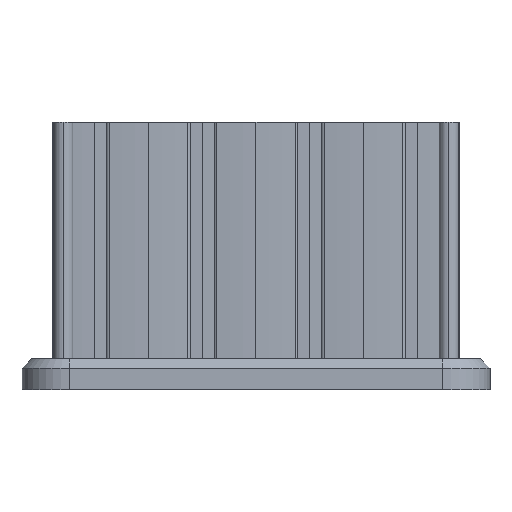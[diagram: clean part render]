
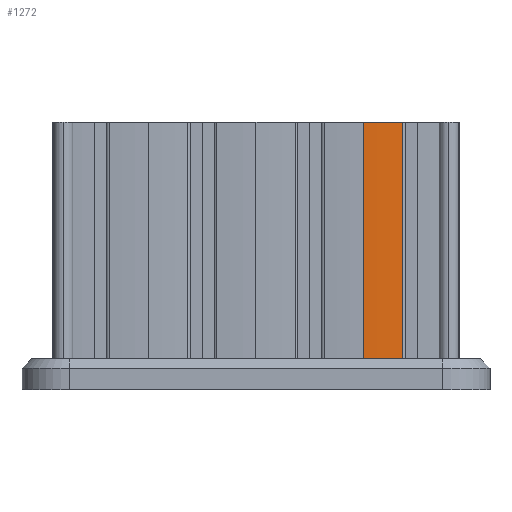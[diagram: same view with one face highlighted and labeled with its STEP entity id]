
A CAD part, left-side view. The second image highlights one B-rep face of the part: STEP entity #1272.
In plain terms, the highlighted cylindrical face has radius 36.606 mm (diameter 73.213 mm), a partial arc.
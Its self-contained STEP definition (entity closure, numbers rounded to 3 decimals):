
#106 = PLANE('',#107);
#107 = AXIS2_PLACEMENT_3D('',#108,#109,#110);
#108 = CARTESIAN_POINT('',(15.8,15.8,0.));
#109 = DIRECTION('',(0.,0.,1.));
#110 = DIRECTION('',(1.,0.,-0.));
#1272 = ADVANCED_FACE('',(#1273),#1288,.T.);
#1273 = FACE_BOUND('',#1274,.T.);
#1274 = EDGE_LOOP('',(#1275,#1315,#1343,#1371));
#1275 = ORIENTED_EDGE('',*,*,#1276,.F.);
#1276 = EDGE_CURVE('',#1277,#1279,#1281,.T.);
#1277 = VERTEX_POINT('',#1278);
#1278 = CARTESIAN_POINT('',(-16.65,-9.1,20.));
#1279 = VERTEX_POINT('',#1280);
#1280 = CARTESIAN_POINT('',(-16.499,-12.422,20.));
#1281 = SURFACE_CURVE('',#1282,(#1287,#1299),.PCURVE_S1.);
#1282 = CIRCLE('',#1283,36.606);
#1283 = AXIS2_PLACEMENT_3D('',#1284,#1285,#1286);
#1284 = CARTESIAN_POINT('',(19.956,-9.1,20.));
#1285 = DIRECTION('',(0.,0.,1.));
#1286 = DIRECTION('',(0.,1.,0.));
#1287 = PCURVE('',#1288,#1293);
#1288 = CYLINDRICAL_SURFACE('',#1289,36.606);
#1289 = AXIS2_PLACEMENT_3D('',#1290,#1291,#1292);
#1290 = CARTESIAN_POINT('',(19.956,-9.1,30.));
#1291 = DIRECTION('',(-0.,-0.,-1.));
#1292 = DIRECTION('',(-1.,0.,0.));
#1293 = DEFINITIONAL_REPRESENTATION('',(#1294),#1298);
#1294 = LINE('',#1295,#1296);
#1295 = CARTESIAN_POINT('',(7.854,10.));
#1296 = VECTOR('',#1297,1.);
#1297 = DIRECTION('',(-1.,0.));
#1298 = ( GEOMETRIC_REPRESENTATION_CONTEXT(2) 
PARAMETRIC_REPRESENTATION_CONTEXT() REPRESENTATION_CONTEXT('2D SPACE',''
  ) );
#1299 = PCURVE('',#1300,#1305);
#1300 = PLANE('',#1301);
#1301 = AXIS2_PLACEMENT_3D('',#1302,#1303,#1304);
#1302 = CARTESIAN_POINT('',(-23.995,-21.35,20.));
#1303 = DIRECTION('',(0.,0.,-1.));
#1304 = DIRECTION('',(0.,1.,0.));
#1305 = DEFINITIONAL_REPRESENTATION('',(#1306),#1314);
#1306 = ( BOUNDED_CURVE() B_SPLINE_CURVE(2,(#1307,#1308,#1309,#1310,
#1311,#1312,#1313),.UNSPECIFIED.,.T.,.F.) B_SPLINE_CURVE_WITH_KNOTS((1,2
    ,2,2,2,1),(-2.094,0.,2.094,4.189,
6.283,8.378),.UNSPECIFIED.) CURVE() 
GEOMETRIC_REPRESENTATION_ITEM() RATIONAL_B_SPLINE_CURVE((1.,0.5,1.,0.5,
1.,0.5,1.)) REPRESENTATION_ITEM('') );
#1307 = CARTESIAN_POINT('',(48.856,43.951));
#1308 = CARTESIAN_POINT('',(48.856,-19.453));
#1309 = CARTESIAN_POINT('',(-6.053,12.249));
#1310 = CARTESIAN_POINT('',(-60.963,43.951));
#1311 = CARTESIAN_POINT('',(-6.053,75.653));
#1312 = CARTESIAN_POINT('',(48.856,107.355));
#1313 = CARTESIAN_POINT('',(48.856,43.951));
#1314 = ( GEOMETRIC_REPRESENTATION_CONTEXT(2) 
PARAMETRIC_REPRESENTATION_CONTEXT() REPRESENTATION_CONTEXT('2D SPACE',''
  ) );
#1315 = ORIENTED_EDGE('',*,*,#1316,.T.);
#1316 = EDGE_CURVE('',#1277,#1317,#1319,.T.);
#1317 = VERTEX_POINT('',#1318);
#1318 = CARTESIAN_POINT('',(-16.65,-9.1,0.));
#1319 = SURFACE_CURVE('',#1320,(#1324,#1331),.PCURVE_S1.);
#1320 = LINE('',#1321,#1322);
#1321 = CARTESIAN_POINT('',(-16.65,-9.1,30.));
#1322 = VECTOR('',#1323,1.);
#1323 = DIRECTION('',(-0.,-0.,-1.));
#1324 = PCURVE('',#1288,#1325);
#1325 = DEFINITIONAL_REPRESENTATION('',(#1326),#1330);
#1326 = LINE('',#1327,#1328);
#1327 = CARTESIAN_POINT('',(6.283,0.));
#1328 = VECTOR('',#1329,1.);
#1329 = DIRECTION('',(0.,1.));
#1330 = ( GEOMETRIC_REPRESENTATION_CONTEXT(2) 
PARAMETRIC_REPRESENTATION_CONTEXT() REPRESENTATION_CONTEXT('2D SPACE',''
  ) );
#1331 = PCURVE('',#1332,#1337);
#1332 = CYLINDRICAL_SURFACE('',#1333,36.606);
#1333 = AXIS2_PLACEMENT_3D('',#1334,#1335,#1336);
#1334 = CARTESIAN_POINT('',(19.956,-9.1,30.));
#1335 = DIRECTION('',(-0.,-0.,-1.));
#1336 = DIRECTION('',(-1.,0.,0.));
#1337 = DEFINITIONAL_REPRESENTATION('',(#1338),#1342);
#1338 = LINE('',#1339,#1340);
#1339 = CARTESIAN_POINT('',(0.,0.));
#1340 = VECTOR('',#1341,1.);
#1341 = DIRECTION('',(0.,1.));
#1342 = ( GEOMETRIC_REPRESENTATION_CONTEXT(2) 
PARAMETRIC_REPRESENTATION_CONTEXT() REPRESENTATION_CONTEXT('2D SPACE',''
  ) );
#1343 = ORIENTED_EDGE('',*,*,#1344,.F.);
#1344 = EDGE_CURVE('',#1345,#1317,#1347,.T.);
#1345 = VERTEX_POINT('',#1346);
#1346 = CARTESIAN_POINT('',(-16.499,-12.422,0.));
#1347 = SURFACE_CURVE('',#1348,(#1353,#1360),.PCURVE_S1.);
#1348 = CIRCLE('',#1349,36.606);
#1349 = AXIS2_PLACEMENT_3D('',#1350,#1351,#1352);
#1350 = CARTESIAN_POINT('',(19.956,-9.1,0.));
#1351 = DIRECTION('',(-0.,0.,-1.));
#1352 = DIRECTION('',(-1.,0.,0.));
#1353 = PCURVE('',#1288,#1354);
#1354 = DEFINITIONAL_REPRESENTATION('',(#1355),#1359);
#1355 = LINE('',#1356,#1357);
#1356 = CARTESIAN_POINT('',(0.,30.));
#1357 = VECTOR('',#1358,1.);
#1358 = DIRECTION('',(1.,0.));
#1359 = ( GEOMETRIC_REPRESENTATION_CONTEXT(2) 
PARAMETRIC_REPRESENTATION_CONTEXT() REPRESENTATION_CONTEXT('2D SPACE',''
  ) );
#1360 = PCURVE('',#106,#1361);
#1361 = DEFINITIONAL_REPRESENTATION('',(#1362),#1370);
#1362 = ( BOUNDED_CURVE() B_SPLINE_CURVE(2,(#1363,#1364,#1365,#1366,
#1367,#1368,#1369),.UNSPECIFIED.,.T.,.F.) B_SPLINE_CURVE_WITH_KNOTS((1,2
    ,2,2,2,1),(-2.094,0.,2.094,4.189,
6.283,8.378),.UNSPECIFIED.) CURVE() 
GEOMETRIC_REPRESENTATION_ITEM() RATIONAL_B_SPLINE_CURVE((1.,0.5,1.,0.5,
1.,0.5,1.)) REPRESENTATION_ITEM('') );
#1363 = CARTESIAN_POINT('',(-32.45,-24.9));
#1364 = CARTESIAN_POINT('',(-32.45,38.504));
#1365 = CARTESIAN_POINT('',(22.459,6.802));
#1366 = CARTESIAN_POINT('',(77.369,-24.9));
#1367 = CARTESIAN_POINT('',(22.459,-56.602));
#1368 = CARTESIAN_POINT('',(-32.45,-88.304));
#1369 = CARTESIAN_POINT('',(-32.45,-24.9));
#1370 = ( GEOMETRIC_REPRESENTATION_CONTEXT(2) 
PARAMETRIC_REPRESENTATION_CONTEXT() REPRESENTATION_CONTEXT('2D SPACE',''
  ) );
#1371 = ORIENTED_EDGE('',*,*,#1372,.T.);
#1372 = EDGE_CURVE('',#1345,#1279,#1373,.T.);
#1373 = SURFACE_CURVE('',#1374,(#1378,#1385),.PCURVE_S1.);
#1374 = LINE('',#1375,#1376);
#1375 = CARTESIAN_POINT('',(-16.499,-12.422,30.));
#1376 = VECTOR('',#1377,1.);
#1377 = DIRECTION('',(0.,0.,1.));
#1378 = PCURVE('',#1288,#1379);
#1379 = DEFINITIONAL_REPRESENTATION('',(#1380),#1384);
#1380 = LINE('',#1381,#1382);
#1381 = CARTESIAN_POINT('',(6.192,0.));
#1382 = VECTOR('',#1383,1.);
#1383 = DIRECTION('',(0.,-1.));
#1384 = ( GEOMETRIC_REPRESENTATION_CONTEXT(2) 
PARAMETRIC_REPRESENTATION_CONTEXT() REPRESENTATION_CONTEXT('2D SPACE',''
  ) );
#1385 = PCURVE('',#1386,#1391);
#1386 = CYLINDRICAL_SURFACE('',#1387,0.25);
#1387 = AXIS2_PLACEMENT_3D('',#1388,#1389,#1390);
#1388 = CARTESIAN_POINT('',(-16.25,-12.4,30.));
#1389 = DIRECTION('',(-0.,-0.,-1.));
#1390 = DIRECTION('',(-1.,0.,0.));
#1391 = DEFINITIONAL_REPRESENTATION('',(#1392),#1396);
#1392 = LINE('',#1393,#1394);
#1393 = CARTESIAN_POINT('',(6.194,0.));
#1394 = VECTOR('',#1395,1.);
#1395 = DIRECTION('',(0.,-1.));
#1396 = ( GEOMETRIC_REPRESENTATION_CONTEXT(2) 
PARAMETRIC_REPRESENTATION_CONTEXT() REPRESENTATION_CONTEXT('2D SPACE',''
  ) );
